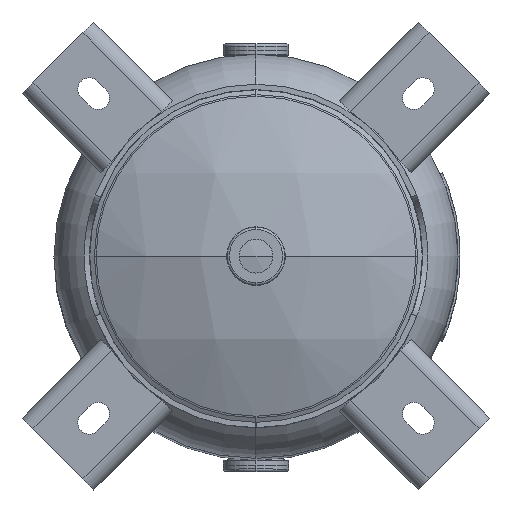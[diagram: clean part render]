
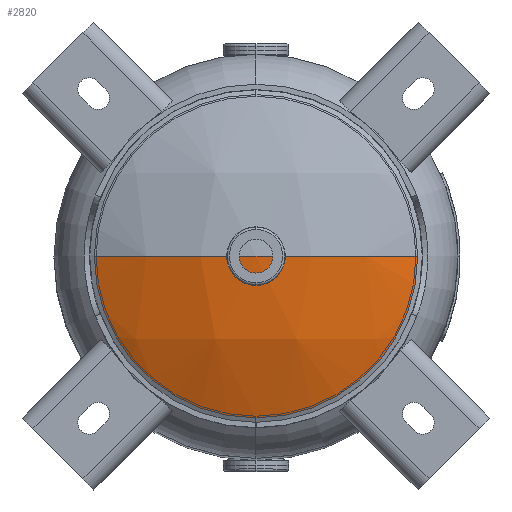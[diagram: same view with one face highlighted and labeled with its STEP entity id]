
A CAD part, top view. The second image highlights one B-rep face of the part: STEP entity #2820.
In plain terms, the highlighted spherical face has radius 228.6 mm.
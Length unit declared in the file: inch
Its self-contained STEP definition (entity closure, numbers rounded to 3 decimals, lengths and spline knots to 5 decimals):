
#1043 = EDGE_CURVE ( 'NONE', #1216, #9026, #3900, .T. ) ;
#1154 = CARTESIAN_POINT ( 'NONE',  ( 0., -5.99382, 0. ) ) ;
#1156 = CARTESIAN_POINT ( 'NONE',  ( 0., 2.06844, 0. ) ) ;
#1216 = VERTEX_POINT ( 'NONE', #3766 ) ;
#1433 = EDGE_CURVE ( 'NONE', #1216, #5207, #3739, .T. ) ;
#1791 = DIRECTION ( 'NONE',  ( 0., 0., -1. ) ) ;
#1902 = DIRECTION ( 'NONE',  ( 0., 0., -1. ) ) ;
#2266 = DIRECTION ( 'NONE',  ( -1., 0., 0. ) ) ;
#2278 = EDGE_CURVE ( 'NONE', #5207, #4978, #7535, .T. ) ;
#2493 = DIRECTION ( 'NONE',  ( 0., -1., 0. ) ) ;
#2522 = DIRECTION ( 'NONE',  ( 0., -1., 0. ) ) ;
#2527 = CARTESIAN_POINT ( 'NONE',  ( 4., 2.06844, 0. ) ) ;
#2735 = EDGE_LOOP ( 'NONE', ( #3338, #4429, #8458, #4615 ) ) ;
#2820 = ADVANCED_FACE ( 'NONE', ( #5744 ), #7561, .T. ) ;
#2935 = AXIS2_PLACEMENT_3D ( 'NONE', #1156, #2493, #1902 ) ;
#3332 = DIRECTION ( 'NONE',  ( 0., 0., 1. ) ) ;
#3338 = ORIENTED_EDGE ( 'NONE', *, *, #1433, .F. ) ;
#3373 = EDGE_CURVE ( 'NONE', #4978, #9026, #7292, .T. ) ;
#3596 = AXIS2_PLACEMENT_3D ( 'NONE', #7203, #2522, #1791 ) ;
#3739 = CIRCLE ( 'NONE', #5629, 9. ) ;
#3766 = CARTESIAN_POINT ( 'NONE',  ( 0., 3.00618, 0. ) ) ;
#3900 = CIRCLE ( 'NONE', #5074, 9. ) ;
#4429 = ORIENTED_EDGE ( 'NONE', *, *, #1043, .T. ) ;
#4615 = ORIENTED_EDGE ( 'NONE', *, *, #2278, .F. ) ;
#4694 = DIRECTION ( 'NONE',  ( 1., 0., 0. ) ) ;
#4978 = VERTEX_POINT ( 'NONE', #5181 ) ;
#5074 = AXIS2_PLACEMENT_3D ( 'NONE', #8327, #8615, #5095 ) ;
#5095 = DIRECTION ( 'NONE',  ( 1., 0., 0. ) ) ;
#5181 = CARTESIAN_POINT ( 'NONE',  ( 0., 2.06844, 4. ) ) ;
#5207 = VERTEX_POINT ( 'NONE', #2527 ) ;
#5629 = AXIS2_PLACEMENT_3D ( 'NONE', #1154, #7842, #2266 ) ;
#5744 = FACE_OUTER_BOUND ( 'NONE', #2735, .T. ) ;
#6417 = AXIS2_PLACEMENT_3D ( 'NONE', #8911, #3332, #4694 ) ;
#7203 = CARTESIAN_POINT ( 'NONE',  ( 0., 2.06844, 0. ) ) ;
#7292 = CIRCLE ( 'NONE', #2935, 4. ) ;
#7535 = CIRCLE ( 'NONE', #3596, 4. ) ;
#7561 = SPHERICAL_SURFACE ( 'NONE', #6417, 9. ) ;
#7842 = DIRECTION ( 'NONE',  ( 0., 0., -1. ) ) ;
#7887 = CARTESIAN_POINT ( 'NONE',  ( -4., 2.06844, 0. ) ) ;
#8327 = CARTESIAN_POINT ( 'NONE',  ( 0., -5.99382, 0. ) ) ;
#8458 = ORIENTED_EDGE ( 'NONE', *, *, #3373, .F. ) ;
#8615 = DIRECTION ( 'NONE',  ( 0., 0., 1. ) ) ;
#8911 = CARTESIAN_POINT ( 'NONE',  ( 0., -5.99382, 0. ) ) ;
#9026 = VERTEX_POINT ( 'NONE', #7887 ) ;
